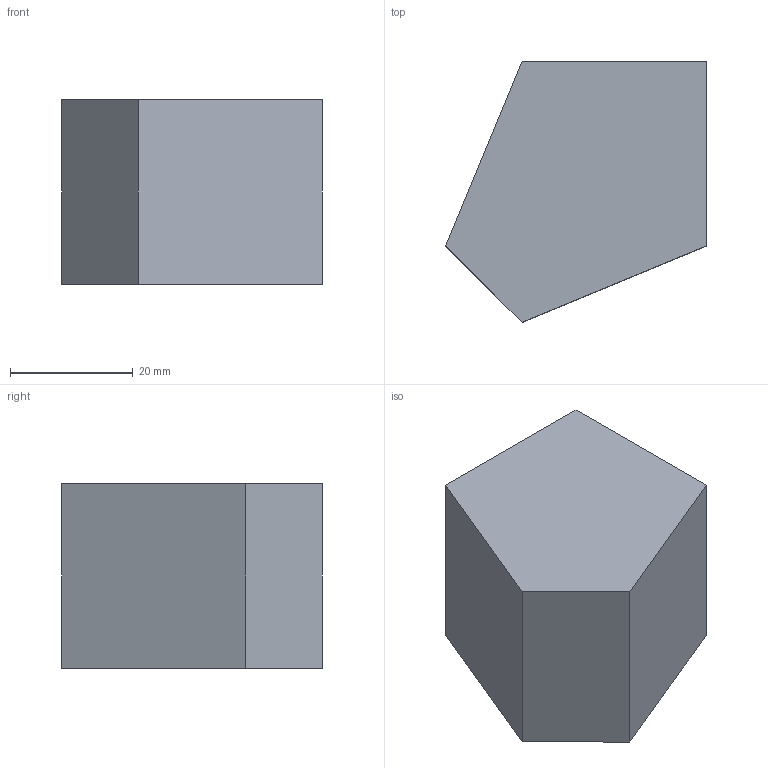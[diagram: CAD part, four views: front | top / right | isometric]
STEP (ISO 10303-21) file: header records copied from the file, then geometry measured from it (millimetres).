
FILE_DESCRIPTION (( 'STEP AP203' ), '1' );
FILE_NAME ('365504.STEP', '2019-07-24T02:12:52', ( '' ), ( '' ), 'SwSTEP 2.0', 'SolidWorks 2016', '' );
FILE_SCHEMA (( 'CONFIG_CONTROL_DESIGN' ));
Length unit declared in the file: millimetre
Products named in the file (2): 365504
Bounding box: 42.43 x 42.43 x 30 mm (x, y, z)
Volume: 40499.1 mm3; surface area: 6975.4 mm2
Topology: 1 solids, 1 shells, 7 faces, 15 edges, 10 vertices
Faces by surface type: plane 7
Entity records: 344 total; most frequent: CARTESIAN_POINT 34, DIRECTION 33, ORIENTED_EDGE 30, PERSON_AND_ORGANIZATION 16, LINE 15, VECTOR 15, EDGE_CURVE 15, DATE_AND_TIME 10
